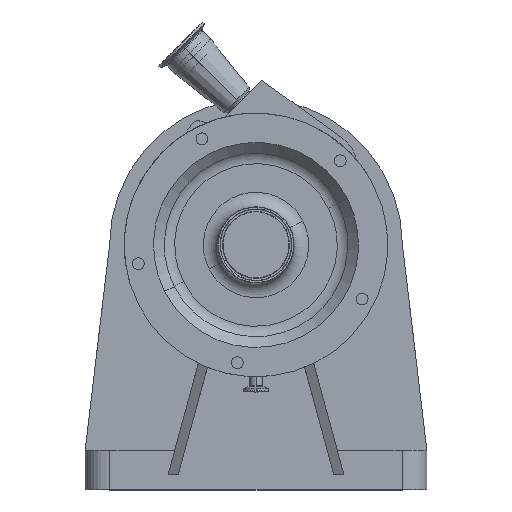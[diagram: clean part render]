
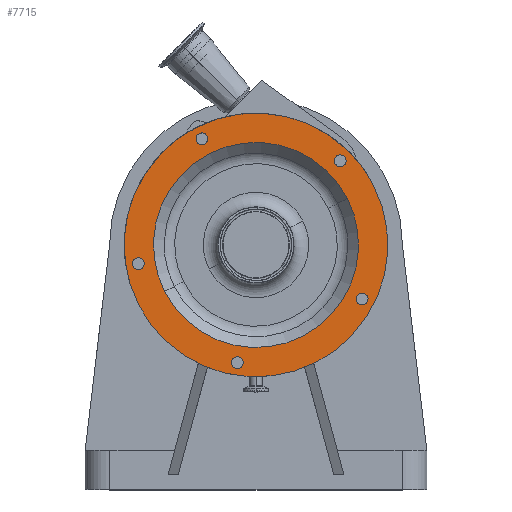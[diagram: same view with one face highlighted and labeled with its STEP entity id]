
A CAD part, top view. The second image highlights one B-rep face of the part: STEP entity #7715.
In plain terms, the highlighted planar face has unit normal (0, 0, 1).
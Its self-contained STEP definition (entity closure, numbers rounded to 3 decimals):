
#2757 = CARTESIAN_POINT ( 'NONE',  ( 111.427, -50.041, 284. ) ) ;
#2837 = CARTESIAN_POINT ( 'NONE',  ( 120.286, 61.289, 284. ) ) ;
#2880 = CARTESIAN_POINT ( 'NONE',  ( -120.286, -61.289, 284. ) ) ;
#2957 = DIRECTION ( 'NONE',  ( 0.891, 0.454, 0. ) ) ;
#2958 = AXIS2_PLACEMENT_3D ( 'NONE', #2965, #2970, #2957 ) ;
#2959 = CIRCLE ( 'NONE', #2958, 135. ) ;
#2965 = CARTESIAN_POINT ( 'NONE',  ( 0., 0., 284. ) ) ;
#2970 = DIRECTION ( 'NONE',  ( 0., 0., 1. ) ) ;
#3254 = CARTESIAN_POINT ( 'NONE',  ( -121.437, -13.159, 284. ) ) ;
#4633 = CARTESIAN_POINT ( 'NONE',  ( 0., 0., 284. ) ) ;
#4679 = AXIS2_PLACEMENT_3D ( 'NONE', #4633, #4710, #4738 ) ;
#4680 = CIRCLE ( 'NONE', #4679, 105. ) ;
#4710 = DIRECTION ( 'NONE',  ( 0., 0., 1. ) ) ;
#4730 = CARTESIAN_POINT ( 'NONE',  ( 108.703, -55.387, 284. ) ) ;
#4738 = DIRECTION ( 'NONE',  ( 0.891, 0.454, 0. ) ) ;
#4747 = DIRECTION ( 'NONE',  ( 0., 0., 1. ) ) ;
#4785 = DIRECTION ( 'NONE',  ( -0.454, -0.891, 0. ) ) ;
#4802 = CARTESIAN_POINT ( 'NONE',  ( -60.733, 105.979, 284. ) ) ;
#4806 = CARTESIAN_POINT ( 'NONE',  ( -50.041, 111.427, 284. ) ) ;
#4807 = CARTESIAN_POINT ( 'NONE',  ( 93.556, 47.669, 284. ) ) ;
#4839 = DIRECTION ( 'NONE',  ( 0.891, 0.454, 0. ) ) ;
#4840 = DIRECTION ( 'NONE',  ( 0., 0., 1. ) ) ;
#4841 = CARTESIAN_POINT ( 'NONE',  ( -55.387, 108.703, 284. ) ) ;
#4842 = AXIS2_PLACEMENT_3D ( 'NONE', #4841, #4840, #4839 ) ;
#4844 = CIRCLE ( 'NONE', #4842, 6. ) ;
#4904 = CARTESIAN_POINT ( 'NONE',  ( 105.979, -60.733, 284. ) ) ;
#4905 = CIRCLE ( 'NONE', #4916, 6. ) ;
#4909 = CARTESIAN_POINT ( 'NONE',  ( -93.556, -47.669, 284. ) ) ;
#4913 = DIRECTION ( 'NONE',  ( -0.156, 0.988, 0. ) ) ;
#4914 = DIRECTION ( 'NONE',  ( 0., 0., 1. ) ) ;
#4915 = CARTESIAN_POINT ( 'NONE',  ( -120.498, -19.085, 284. ) ) ;
#4916 = AXIS2_PLACEMENT_3D ( 'NONE', #4915, #4914, #4913 ) ;
#4918 = CARTESIAN_POINT ( 'NONE',  ( -119.559, -25.011, 284. ) ) ;
#4919 = CARTESIAN_POINT ( 'NONE',  ( 86.267, 86.267, 284. ) ) ;
#4920 = CIRCLE ( 'NONE', #4933, 6. ) ;
#4921 = AXIS2_PLACEMENT_3D ( 'NONE', #4919, #4947, #4946 ) ;
#4927 = CARTESIAN_POINT ( 'NONE',  ( -25.011, -119.559, 284. ) ) ;
#4933 = AXIS2_PLACEMENT_3D ( 'NONE', #4730, #4747, #4785 ) ;
#4934 = DIRECTION ( 'NONE',  ( -0.988, 0.156, 0. ) ) ;
#4935 = DIRECTION ( 'NONE',  ( 0., 0., 1. ) ) ;
#4936 = AXIS2_PLACEMENT_3D ( 'NONE', #4945, #4935, #4934 ) ;
#4937 = CIRCLE ( 'NONE', #4936, 6. ) ;
#4938 = CARTESIAN_POINT ( 'NONE',  ( 90.51, 82.024, 284. ) ) ;
#4941 = CIRCLE ( 'NONE', #4921, 6. ) ;
#4945 = CARTESIAN_POINT ( 'NONE',  ( -19.085, -120.498, 284. ) ) ;
#4946 = DIRECTION ( 'NONE',  ( 0.707, -0.707, 0. ) ) ;
#4947 = DIRECTION ( 'NONE',  ( 0., 0., 1. ) ) ;
#4948 = CARTESIAN_POINT ( 'NONE',  ( -13.159, -121.437, 284. ) ) ;
#5412 = AXIS2_PLACEMENT_3D ( 'NONE', #5454, #5472, #5552 ) ;
#5413 = CIRCLE ( 'NONE', #5412, 6. ) ;
#5454 = CARTESIAN_POINT ( 'NONE',  ( -120.498, -19.085, 284. ) ) ;
#5472 = DIRECTION ( 'NONE',  ( 0., 0., 1. ) ) ;
#5552 = DIRECTION ( 'NONE',  ( -0.156, 0.988, 0. ) ) ;
#5562 = DIRECTION ( 'NONE',  ( 0.707, -0.707, 0. ) ) ;
#5563 = DIRECTION ( 'NONE',  ( 0., 0., 1. ) ) ;
#5565 = AXIS2_PLACEMENT_3D ( 'NONE', #5580, #5572, #5573 ) ;
#5567 = AXIS2_PLACEMENT_3D ( 'NONE', #5569, #5563, #5562 ) ;
#5569 = CARTESIAN_POINT ( 'NONE',  ( 86.267, 86.267, 284. ) ) ;
#5572 = DIRECTION ( 'NONE',  ( 0., 0., 1. ) ) ;
#5573 = DIRECTION ( 'NONE',  ( -0.454, -0.891, 0. ) ) ;
#5575 = CIRCLE ( 'NONE', #5567, 6. ) ;
#5580 = CARTESIAN_POINT ( 'NONE',  ( 108.703, -55.387, 284. ) ) ;
#5591 = CIRCLE ( 'NONE', #5565, 6. ) ;
#5659 = DIRECTION ( 'NONE',  ( 0.891, 0.454, 0. ) ) ;
#5674 = AXIS2_PLACEMENT_3D ( 'NONE', #5683, #5685, #5659 ) ;
#5679 = CIRCLE ( 'NONE', #5674, 105. ) ;
#5683 = CARTESIAN_POINT ( 'NONE',  ( 0., 0., 284. ) ) ;
#5685 = DIRECTION ( 'NONE',  ( 0., 0., 1. ) ) ;
#5758 = DIRECTION ( 'NONE',  ( 0., 0., -1. ) ) ;
#5759 = CARTESIAN_POINT ( 'NONE',  ( -17.706, 34.749, 284. ) ) ;
#5766 = PLANE ( 'NONE',  #5818 ) ;
#5771 = FACE_OUTER_BOUND ( 'NONE', #7700, .T. ) ;
#5772 = FACE_BOUND ( 'NONE', #7773, .T. ) ;
#5776 = FACE_BOUND ( 'NONE', #7664, .T. ) ;
#5778 = CIRCLE ( 'NONE', #5798, 6. ) ;
#5779 = DIRECTION ( 'NONE',  ( 0.891, 0.454, 0. ) ) ;
#5780 = DIRECTION ( 'NONE',  ( 0., 0., 1. ) ) ;
#5781 = CARTESIAN_POINT ( 'NONE',  ( -55.387, 108.703, 284. ) ) ;
#5785 = FACE_BOUND ( 'NONE', #7652, .T. ) ;
#5788 = FACE_BOUND ( 'NONE', #7673, .T. ) ;
#5789 = FACE_BOUND ( 'NONE', #7781, .T. ) ;
#5790 = FACE_BOUND ( 'NONE', #7779, .T. ) ;
#5791 = DIRECTION ( 'NONE',  ( -0.891, -0.454, 0. ) ) ;
#5798 = AXIS2_PLACEMENT_3D ( 'NONE', #5781, #5780, #5779 ) ;
#5818 = AXIS2_PLACEMENT_3D ( 'NONE', #5759, #5758, #5791 ) ;
#5940 = CARTESIAN_POINT ( 'NONE',  ( -19.085, -120.498, 284. ) ) ;
#5941 = AXIS2_PLACEMENT_3D ( 'NONE', #5940, #5961, #5960 ) ;
#5958 = CIRCLE ( 'NONE', #5941, 6. ) ;
#5960 = DIRECTION ( 'NONE',  ( -0.988, 0.156, 0. ) ) ;
#5961 = DIRECTION ( 'NONE',  ( 0., 0., 1. ) ) ;
#6200 = VERTEX_POINT ( 'NONE', #2837 ) ;
#6213 = VERTEX_POINT ( 'NONE', #2880 ) ;
#6265 = EDGE_CURVE ( 'NONE', #6200, #6213, #2959, .T. ) ;
#6880 = CIRCLE ( 'NONE', #6956, 135. ) ;
#6949 = DIRECTION ( 'NONE',  ( 0.891, 0.454, 0. ) ) ;
#6950 = DIRECTION ( 'NONE',  ( 0., 0., 1. ) ) ;
#6955 = CARTESIAN_POINT ( 'NONE',  ( 0., 0., 284. ) ) ;
#6956 = AXIS2_PLACEMENT_3D ( 'NONE', #6955, #6950, #6949 ) ;
#7428 = EDGE_CURVE ( 'NONE', #6213, #6200, #6880, .T. ) ;
#7646 = ORIENTED_EDGE ( 'NONE', *, *, #7740, .F. ) ;
#7652 = EDGE_LOOP ( 'NONE', ( #7646, #7777 ) ) ;
#7653 = ORIENTED_EDGE ( 'NONE', *, *, #8201, .F. ) ;
#7654 = EDGE_CURVE ( 'NONE', #8200, #8210, #5575, .T. ) ;
#7658 = ORIENTED_EDGE ( 'NONE', *, *, #8202, .F. ) ;
#7659 = ORIENTED_EDGE ( 'NONE', *, *, #8195, .F. ) ;
#7660 = EDGE_CURVE ( 'NONE', #8179, #8225, #5591, .T. ) ;
#7661 = ORIENTED_EDGE ( 'NONE', *, *, #7660, .F. ) ;
#7663 = ORIENTED_EDGE ( 'NONE', *, *, #8165, .F. ) ;
#7664 = EDGE_LOOP ( 'NONE', ( #7731, #7659 ) ) ;
#7673 = EDGE_LOOP ( 'NONE', ( #7718, #7663 ) ) ;
#7674 = ORIENTED_EDGE ( 'NONE', *, *, #7428, .T. ) ;
#7675 = EDGE_CURVE ( 'NONE', #8090, #8183, #5679, .T. ) ;
#7700 = EDGE_LOOP ( 'NONE', ( #7723, #7674 ) ) ;
#7714 = EDGE_CURVE ( 'NONE', #8092, #8089, #5778, .T. ) ;
#7715 = ADVANCED_FACE ( 'NONE', ( #5776, #5789, #5790, #5785, #5772, #5771, #5788 ), #5766, .F. ) ;
#7718 = ORIENTED_EDGE ( 'NONE', *, *, #7675, .F. ) ;
#7723 = ORIENTED_EDGE ( 'NONE', *, *, #6265, .T. ) ;
#7731 = ORIENTED_EDGE ( 'NONE', *, *, #7654, .F. ) ;
#7740 = EDGE_CURVE ( 'NONE', #8219, #8169, #5413, .T. ) ;
#7773 = EDGE_LOOP ( 'NONE', ( #7774, #7775 ) ) ;
#7774 = ORIENTED_EDGE ( 'NONE', *, *, #7714, .F. ) ;
#7775 = ORIENTED_EDGE ( 'NONE', *, *, #8103, .F. ) ;
#7776 = ORIENTED_EDGE ( 'NONE', *, *, #7778, .F. ) ;
#7777 = ORIENTED_EDGE ( 'NONE', *, *, #8168, .F. ) ;
#7778 = EDGE_CURVE ( 'NONE', #8191, #8190, #5958, .T. ) ;
#7779 = EDGE_LOOP ( 'NONE', ( #7776, #7653 ) ) ;
#7781 = EDGE_LOOP ( 'NONE', ( #7661, #7658 ) ) ;
#8089 = VERTEX_POINT ( 'NONE', #4802 ) ;
#8090 = VERTEX_POINT ( 'NONE', #4807 ) ;
#8092 = VERTEX_POINT ( 'NONE', #4806 ) ;
#8103 = EDGE_CURVE ( 'NONE', #8089, #8092, #4844, .T. ) ;
#8165 = EDGE_CURVE ( 'NONE', #8183, #8090, #4680, .T. ) ;
#8168 = EDGE_CURVE ( 'NONE', #8169, #8219, #4905, .T. ) ;
#8169 = VERTEX_POINT ( 'NONE', #4918 ) ;
#8179 = VERTEX_POINT ( 'NONE', #4904 ) ;
#8183 = VERTEX_POINT ( 'NONE', #4909 ) ;
#8190 = VERTEX_POINT ( 'NONE', #4948 ) ;
#8191 = VERTEX_POINT ( 'NONE', #4927 ) ;
#8195 = EDGE_CURVE ( 'NONE', #8210, #8200, #4941, .T. ) ;
#8200 = VERTEX_POINT ( 'NONE', #4938 ) ;
#8201 = EDGE_CURVE ( 'NONE', #8190, #8191, #4937, .T. ) ;
#8202 = EDGE_CURVE ( 'NONE', #8225, #8179, #4920, .T. ) ;
#8210 = VERTEX_POINT ( 'NONE', #8229 ) ;
#8219 = VERTEX_POINT ( 'NONE', #3254 ) ;
#8225 = VERTEX_POINT ( 'NONE', #2757 ) ;
#8229 = CARTESIAN_POINT ( 'NONE',  ( 82.024, 90.51, 284. ) ) ;
